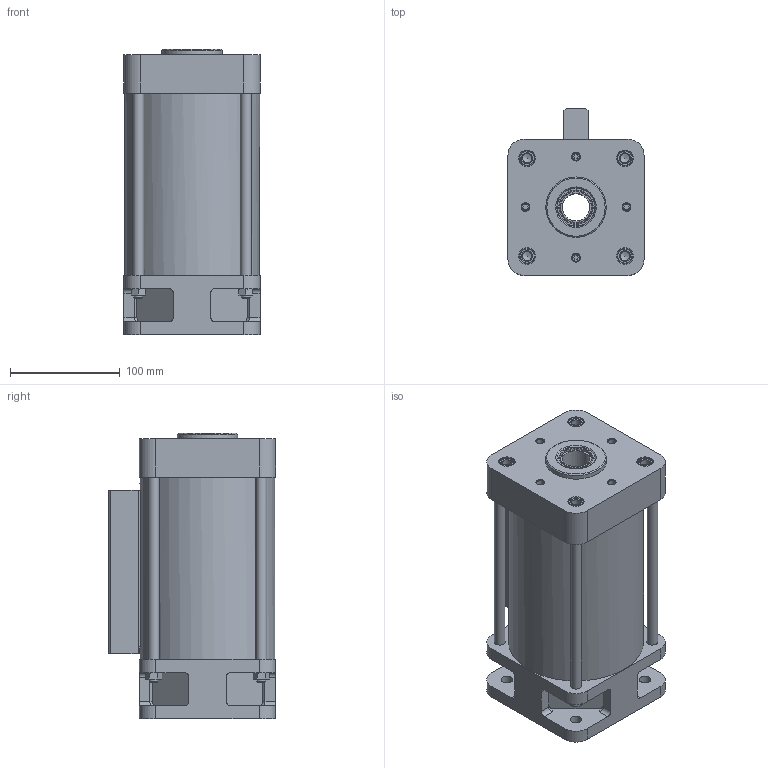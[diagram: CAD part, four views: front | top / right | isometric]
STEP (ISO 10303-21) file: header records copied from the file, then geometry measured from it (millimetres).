
FILE_DESCRIPTION(/* description */ ('STEP AP214'),/* implementation_level */ '2;1');
FILE_NAME(/* name */ '8072776_DACS-25-A-R3-S',/* time_stamp */ '2024-08-12T14:42:05+02:00',/* author */ ('License CC BY-ND 4.0'),/* organization */ ('CADENAS'),/* preprocessor_version */ 'ST-DEVELOPER v19.3',/* originating_system */ 'PARTsolutions',/* authorisation */ ' ');
FILE_SCHEMA (('AUTOMOTIVE_DESIGN {1 0 10303 214 3 1 1}'));
Length unit declared in the file: millimetre
Products named in the file (3): 8072776 DACS-25-A-R3-S---(high); 8072776 DACS-25-A-R3-S---(high_P); M6x0.75
Assembly tree (2 placements, depth 2):
  8072776 DACS-25-A-R3-S---(high)
    8072776 DACS-25-A-R3-S---(high_P)
    M6x0.75
Bounding box: 124 x 152.1 x 260 mm (x, y, z)
Volume: 3068538 mm3; surface area: 222170.6 mm2
Topology: 2 solids, 2 shells, 348 faces, 832 edges, 537 vertices
Faces by surface type: plane 207, cylinder 85, cone 52, torus 4
Full cylindrical faces by diameter (mm): 3.3 x1, 4 x1, 5.188 x1, 6 x1, 6.647 x4, 7 x2, 7.4 x2, 8 x4, 8.376 x4, 10 x10, 10.5 x4, 14.95 x1, 15 x1, 25 x1, 31 x1, 55 x1, 55.5 x1, 123 x1
Entity records: 9572 total; most frequent: CARTESIAN_POINT 1812, DIRECTION 1572, ORIENTED_EDGE 1424, EDGE_CURVE 712, AXIS2_PLACEMENT_3D 560, VERTEX_POINT 519, FACE_BOUND 519, EDGE_LOOP 514
